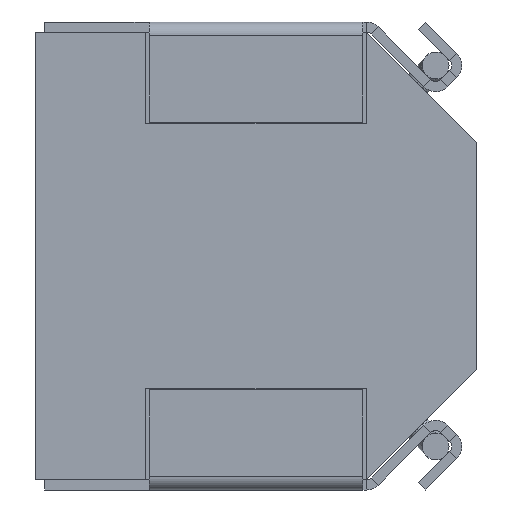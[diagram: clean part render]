
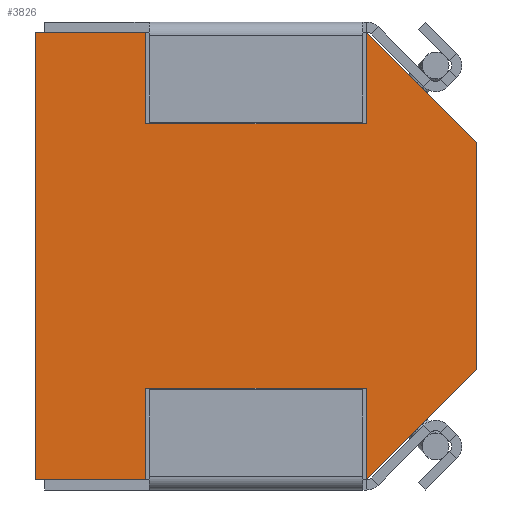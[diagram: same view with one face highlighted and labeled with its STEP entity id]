
A CAD part, front view. The second image highlights one B-rep face of the part: STEP entity #3826.
In plain terms, the highlighted planar face has unit normal (0, -1, 0).
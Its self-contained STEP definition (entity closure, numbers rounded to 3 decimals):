
#15 = VERTEX_POINT ( 'NONE', #3495 ) ;
#98 = ORIENTED_EDGE ( 'NONE', *, *, #3451, .F. ) ;
#102 = VECTOR ( 'NONE', #2846, 1000. ) ;
#184 = LINE ( 'NONE', #2694, #752 ) ;
#225 = EDGE_CURVE ( 'NONE', #3964, #1070, #2197, .T. ) ;
#273 = CARTESIAN_POINT ( 'NONE',  ( -3.3, 0.05, 3.35 ) ) ;
#278 = CARTESIAN_POINT ( 'NONE',  ( -1.65, 0.05, 3.35 ) ) ;
#307 = DIRECTION ( 'NONE',  ( 1., 0., 0. ) ) ;
#353 = VERTEX_POINT ( 'NONE', #561 ) ;
#447 = CARTESIAN_POINT ( 'NONE',  ( -1.65, 0.05, -3.35 ) ) ;
#453 = EDGE_CURVE ( 'NONE', #3962, #922, #3808, .T. ) ;
#466 = CARTESIAN_POINT ( 'NONE',  ( -1.65, 0.05, -1.979 ) ) ;
#561 = CARTESIAN_POINT ( 'NONE',  ( 1.65, 0.05, -1.979 ) ) ;
#588 = LINE ( 'NONE', #636, #1186 ) ;
#636 = CARTESIAN_POINT ( 'NONE',  ( 3.3, 0.05, -3.35 ) ) ;
#637 = EDGE_CURVE ( 'NONE', #353, #1460, #3525, .T. ) ;
#640 = ORIENTED_EDGE ( 'NONE', *, *, #828, .F. ) ;
#649 = ORIENTED_EDGE ( 'NONE', *, *, #453, .F. ) ;
#659 = VECTOR ( 'NONE', #1791, 1000. ) ;
#692 = DIRECTION ( 'NONE',  ( 0., 0., 1. ) ) ;
#752 = VECTOR ( 'NONE', #3061, 1000. ) ;
#782 = FACE_OUTER_BOUND ( 'NONE', #2505, .T. ) ;
#827 = VECTOR ( 'NONE', #2535, 1000. ) ;
#828 = EDGE_CURVE ( 'NONE', #1811, #3962, #1699, .T. ) ;
#844 = ORIENTED_EDGE ( 'NONE', *, *, #225, .F. ) ;
#851 = EDGE_CURVE ( 'NONE', #922, #3964, #3906, .T. ) ;
#867 = ORIENTED_EDGE ( 'NONE', *, *, #637, .F. ) ;
#883 = CARTESIAN_POINT ( 'NONE',  ( -1.65, 0.05, 1.979 ) ) ;
#922 = VERTEX_POINT ( 'NONE', #1882 ) ;
#945 = AXIS2_PLACEMENT_3D ( 'NONE', #1467, #3360, #3705 ) ;
#954 = CARTESIAN_POINT ( 'NONE',  ( 3.3, 0.05, 1.7 ) ) ;
#1070 = VERTEX_POINT ( 'NONE', #2571 ) ;
#1162 = CARTESIAN_POINT ( 'NONE',  ( 2.5, 0.05, -2.5 ) ) ;
#1186 = VECTOR ( 'NONE', #1256, 1000. ) ;
#1221 = CARTESIAN_POINT ( 'NONE',  ( -3.3, 0.05, -3.35 ) ) ;
#1256 = DIRECTION ( 'NONE',  ( 0., 0., -1. ) ) ;
#1261 = EDGE_CURVE ( 'NONE', #2236, #1070, #184, .T. ) ;
#1305 = VECTOR ( 'NONE', #692, 1000. ) ;
#1328 = VERTEX_POINT ( 'NONE', #2478 ) ;
#1331 = ORIENTED_EDGE ( 'NONE', *, *, #1261, .T. ) ;
#1363 = VECTOR ( 'NONE', #2601, 1000. ) ;
#1457 = CARTESIAN_POINT ( 'NONE',  ( 1.65, 0.05, 1.979 ) ) ;
#1460 = VERTEX_POINT ( 'NONE', #3256 ) ;
#1467 = CARTESIAN_POINT ( 'NONE',  ( 0., 0.05, 0. ) ) ;
#1499 = VECTOR ( 'NONE', #307, 1000. ) ;
#1699 = LINE ( 'NONE', #273, #1499 ) ;
#1721 = LINE ( 'NONE', #466, #2918 ) ;
#1755 = EDGE_CURVE ( 'NONE', #2358, #353, #3700, .T. ) ;
#1791 = DIRECTION ( 'NONE',  ( 0., 0., 1. ) ) ;
#1811 = VERTEX_POINT ( 'NONE', #2345 ) ;
#1882 = CARTESIAN_POINT ( 'NONE',  ( -1.65, 0.05, 1.979 ) ) ;
#1931 = LINE ( 'NONE', #4090, #3268 ) ;
#2047 = EDGE_CURVE ( 'NONE', #2236, #15, #588, .T. ) ;
#2152 = DIRECTION ( 'NONE',  ( 0.707, 0., 0.707 ) ) ;
#2180 = EDGE_CURVE ( 'NONE', #1328, #1811, #1931, .T. ) ;
#2197 = LINE ( 'NONE', #1457, #659 ) ;
#2212 = DIRECTION ( 'NONE',  ( 0., 0., 1. ) ) ;
#2236 = VERTEX_POINT ( 'NONE', #954 ) ;
#2258 = ORIENTED_EDGE ( 'NONE', *, *, #851, .F. ) ;
#2318 = ORIENTED_EDGE ( 'NONE', *, *, #2180, .F. ) ;
#2345 = CARTESIAN_POINT ( 'NONE',  ( -3.3, 0.05, 3.35 ) ) ;
#2358 = VERTEX_POINT ( 'NONE', #2618 ) ;
#2446 = VERTEX_POINT ( 'NONE', #447 ) ;
#2471 = DIRECTION ( 'NONE',  ( -1., 0., 0. ) ) ;
#2478 = CARTESIAN_POINT ( 'NONE',  ( -3.3, 0.05, -3.35 ) ) ;
#2505 = EDGE_LOOP ( 'NONE', ( #2946, #1331, #844, #2258, #649, #640, #2318, #3609, #98, #867, #4063, #2610 ) ) ;
#2521 = CARTESIAN_POINT ( 'NONE',  ( 1.65, 0.05, 1.979 ) ) ;
#2535 = DIRECTION ( 'NONE',  ( -1., 0., 0. ) ) ;
#2571 = CARTESIAN_POINT ( 'NONE',  ( 1.65, 0.05, 3.35 ) ) ;
#2601 = DIRECTION ( 'NONE',  ( 0., 0., -1. ) ) ;
#2610 = ORIENTED_EDGE ( 'NONE', *, *, #2840, .T. ) ;
#2618 = CARTESIAN_POINT ( 'NONE',  ( 1.65, 0.05, -3.35 ) ) ;
#2623 = VECTOR ( 'NONE', #2152, 1000. ) ;
#2694 = CARTESIAN_POINT ( 'NONE',  ( 2.5, 0.05, 2.5 ) ) ;
#2840 = EDGE_CURVE ( 'NONE', #2358, #15, #3508, .T. ) ;
#2846 = DIRECTION ( 'NONE',  ( 1., 0., 0. ) ) ;
#2918 = VECTOR ( 'NONE', #3322, 1000. ) ;
#2946 = ORIENTED_EDGE ( 'NONE', *, *, #2047, .F. ) ;
#3040 = PLANE ( 'NONE',  #945 ) ;
#3057 = LINE ( 'NONE', #1221, #827 ) ;
#3061 = DIRECTION ( 'NONE',  ( -0.707, 0., 0.707 ) ) ;
#3090 = CARTESIAN_POINT ( 'NONE',  ( 1.65, 0.05, -1.979 ) ) ;
#3133 = CARTESIAN_POINT ( 'NONE',  ( 1.65, 0.05, 1.979 ) ) ;
#3256 = CARTESIAN_POINT ( 'NONE',  ( -1.65, 0.05, -1.979 ) ) ;
#3268 = VECTOR ( 'NONE', #2212, 1000. ) ;
#3322 = DIRECTION ( 'NONE',  ( 0., 0., -1. ) ) ;
#3360 = DIRECTION ( 'NONE',  ( 0., 1., 0. ) ) ;
#3451 = EDGE_CURVE ( 'NONE', #1460, #2446, #1721, .T. ) ;
#3458 = CARTESIAN_POINT ( 'NONE',  ( 1.65, 0.05, -1.979 ) ) ;
#3495 = CARTESIAN_POINT ( 'NONE',  ( 3.3, 0.05, -1.7 ) ) ;
#3508 = LINE ( 'NONE', #1162, #2623 ) ;
#3525 = LINE ( 'NONE', #3090, #3709 ) ;
#3609 = ORIENTED_EDGE ( 'NONE', *, *, #3881, .F. ) ;
#3700 = LINE ( 'NONE', #3458, #1305 ) ;
#3705 = DIRECTION ( 'NONE',  ( 0., 0., 1. ) ) ;
#3709 = VECTOR ( 'NONE', #2471, 1000. ) ;
#3808 = LINE ( 'NONE', #883, #1363 ) ;
#3826 = ADVANCED_FACE ( 'NONE', ( #782 ), #3040, .F. ) ;
#3881 = EDGE_CURVE ( 'NONE', #2446, #1328, #3057, .T. ) ;
#3906 = LINE ( 'NONE', #3133, #102 ) ;
#3962 = VERTEX_POINT ( 'NONE', #278 ) ;
#3964 = VERTEX_POINT ( 'NONE', #2521 ) ;
#4063 = ORIENTED_EDGE ( 'NONE', *, *, #1755, .F. ) ;
#4090 = CARTESIAN_POINT ( 'NONE',  ( -3.3, 0.05, -3.35 ) ) ;
